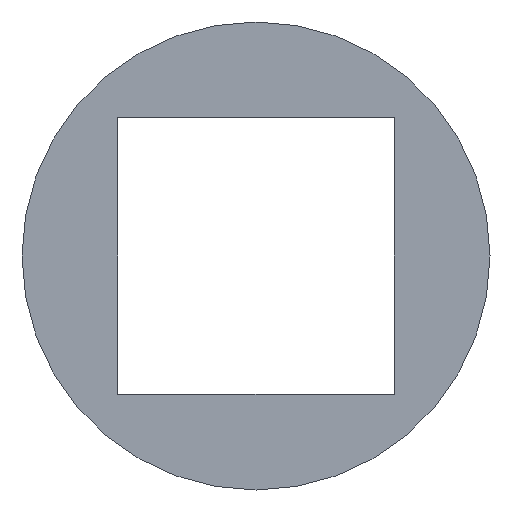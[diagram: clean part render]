
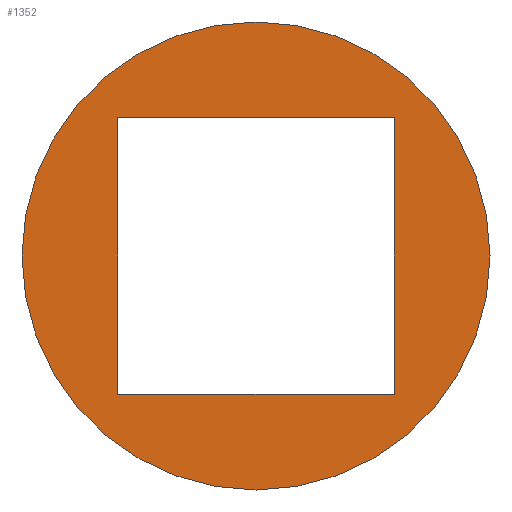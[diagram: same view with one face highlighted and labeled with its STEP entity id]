
A CAD part, front view. The second image highlights one B-rep face of the part: STEP entity #1352.
In plain terms, the highlighted planar face has unit normal (0, -1, 0).
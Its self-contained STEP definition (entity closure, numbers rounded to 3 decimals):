
#2 = CARTESIAN_POINT ( 'NONE',  ( 0., 0., 0. ) ) ;
#28 = AXIS2_PLACEMENT_3D ( 'NONE', #676, #136, #680 ) ;
#124 = AXIS2_PLACEMENT_3D ( 'NONE', #827, #525, #413 ) ;
#126 = EDGE_LOOP ( 'NONE', ( #249, #1239 ) ) ;
#136 = DIRECTION ( 'NONE',  ( 0., 1., 0. ) ) ;
#162 = ORIENTED_EDGE ( 'NONE', *, *, #1291, .F. ) ;
#223 = CARTESIAN_POINT ( 'NONE',  ( -23.6, 0., 23.6 ) ) ;
#249 = ORIENTED_EDGE ( 'NONE', *, *, #562, .F. ) ;
#269 = CIRCLE ( 'NONE', #124, 40. ) ;
#308 = PLANE ( 'NONE',  #1277 ) ;
#340 = VECTOR ( 'NONE', #1059, 1000. ) ;
#354 = CARTESIAN_POINT ( 'NONE',  ( 23.6, 0., 23.6 ) ) ;
#400 = VERTEX_POINT ( 'NONE', #766 ) ;
#401 = VERTEX_POINT ( 'NONE', #446 ) ;
#413 = DIRECTION ( 'NONE',  ( 0., 0., 1. ) ) ;
#434 = VECTOR ( 'NONE', #1397, 1000. ) ;
#446 = CARTESIAN_POINT ( 'NONE',  ( 23.6, 0., 23.6 ) ) ;
#508 = ORIENTED_EDGE ( 'NONE', *, *, #1240, .F. ) ;
#525 = DIRECTION ( 'NONE',  ( 0., 1., 0. ) ) ;
#550 = EDGE_LOOP ( 'NONE', ( #970, #648, #162, #508 ) ) ;
#557 = VERTEX_POINT ( 'NONE', #688 ) ;
#562 = EDGE_CURVE ( 'NONE', #1296, #557, #1207, .T. ) ;
#599 = FACE_BOUND ( 'NONE', #550, .T. ) ;
#617 = CARTESIAN_POINT ( 'NONE',  ( -23.6, 0., 23.6 ) ) ;
#618 = FACE_OUTER_BOUND ( 'NONE', #126, .T. ) ;
#648 = ORIENTED_EDGE ( 'NONE', *, *, #1012, .F. ) ;
#676 = CARTESIAN_POINT ( 'NONE',  ( 0., 0., 0. ) ) ;
#680 = DIRECTION ( 'NONE',  ( 0., 0., 1. ) ) ;
#688 = CARTESIAN_POINT ( 'NONE',  ( 0., 0., 40. ) ) ;
#721 = CARTESIAN_POINT ( 'NONE',  ( 0., 0., -40. ) ) ;
#766 = CARTESIAN_POINT ( 'NONE',  ( -23.6, 0., -23.6 ) ) ;
#777 = LINE ( 'NONE', #1412, #340 ) ;
#800 = EDGE_CURVE ( 'NONE', #401, #1049, #777, .T. ) ;
#827 = CARTESIAN_POINT ( 'NONE',  ( 0., 0., 0. ) ) ;
#851 = DIRECTION ( 'NONE',  ( 1., 0., 0. ) ) ;
#864 = DIRECTION ( 'NONE',  ( 0., 1., 0. ) ) ;
#930 = LINE ( 'NONE', #617, #434 ) ;
#950 = LINE ( 'NONE', #1410, #1210 ) ;
#970 = ORIENTED_EDGE ( 'NONE', *, *, #800, .F. ) ;
#983 = DIRECTION ( 'NONE',  ( 0., 0., 1. ) ) ;
#1012 = EDGE_CURVE ( 'NONE', #1282, #401, #1098, .T. ) ;
#1049 = VERTEX_POINT ( 'NONE', #223 ) ;
#1059 = DIRECTION ( 'NONE',  ( -1., 0., 0. ) ) ;
#1070 = CARTESIAN_POINT ( 'NONE',  ( 23.6, 0., -23.6 ) ) ;
#1098 = LINE ( 'NONE', #354, #1288 ) ;
#1192 = EDGE_CURVE ( 'NONE', #557, #1296, #269, .T. ) ;
#1207 = CIRCLE ( 'NONE', #28, 40. ) ;
#1210 = VECTOR ( 'NONE', #851, 1000. ) ;
#1238 = DIRECTION ( 'NONE',  ( 0., 0., 1. ) ) ;
#1239 = ORIENTED_EDGE ( 'NONE', *, *, #1192, .F. ) ;
#1240 = EDGE_CURVE ( 'NONE', #1049, #400, #930, .T. ) ;
#1277 = AXIS2_PLACEMENT_3D ( 'NONE', #2, #864, #983 ) ;
#1282 = VERTEX_POINT ( 'NONE', #1070 ) ;
#1288 = VECTOR ( 'NONE', #1238, 1000. ) ;
#1291 = EDGE_CURVE ( 'NONE', #400, #1282, #950, .T. ) ;
#1296 = VERTEX_POINT ( 'NONE', #721 ) ;
#1352 = ADVANCED_FACE ( 'NONE', ( #599, #618 ), #308, .F. ) ;
#1397 = DIRECTION ( 'NONE',  ( 0., 0., -1. ) ) ;
#1410 = CARTESIAN_POINT ( 'NONE',  ( -23.6, 0., -23.6 ) ) ;
#1412 = CARTESIAN_POINT ( 'NONE',  ( -23.6, 0., 23.6 ) ) ;
